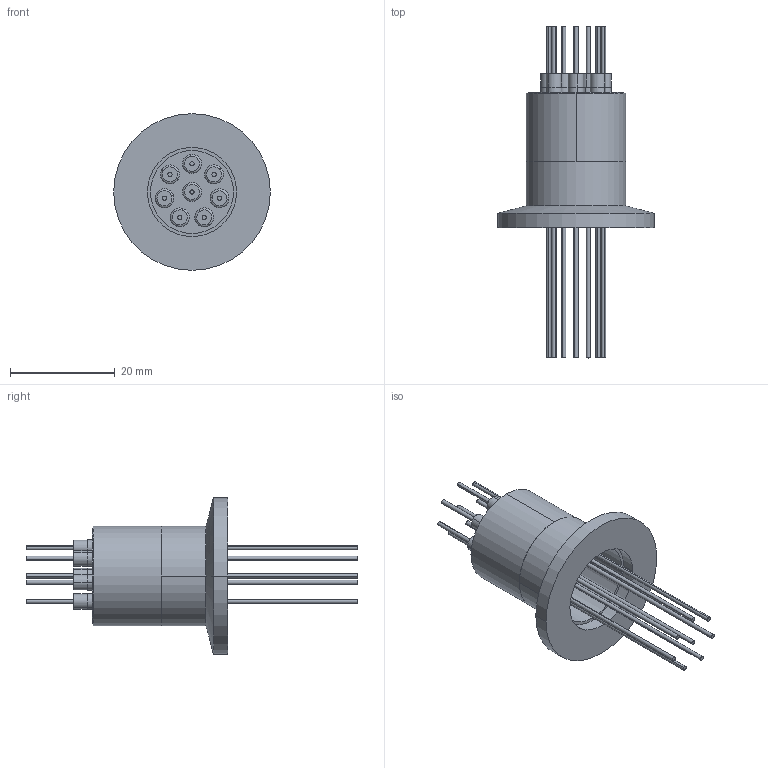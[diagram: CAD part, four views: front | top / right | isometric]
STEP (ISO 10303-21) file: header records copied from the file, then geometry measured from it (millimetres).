
FILE_DESCRIPTION (( 'STEP AP203' ), '1' );
FILE_NAME ('A0502-1-QF.STEP', '2019-11-13T20:40:35', ( '' ), ( '' ), 'SwSTEP 2.0', 'SolidWorks 2019', '' );
FILE_SCHEMA (( 'CONFIG_CONTROL_DESIGN' ));
Length unit declared in the file: inch
Products named in the file (1): A0502-1-QF
Bounding box: 29.97 x 63.5 x 29.97 mm (x, y, z)
Volume: 4448.3 mm3; surface area: 6510 mm2
Topology: 1 solids, 1 shells, 234 faces, 466 edges, 304 vertices
Faces by surface type: cylinder 144, plane 72, torus 16, cone 2
Entity records: 6289 total; most frequent: DIRECTION 1256, CARTESIAN_POINT 1005, ORIENTED_EDGE 932, AXIS2_PLACEMENT_3D 555, EDGE_CURVE 466, CIRCLE 320, VERTEX_POINT 304, EDGE_LOOP 304
